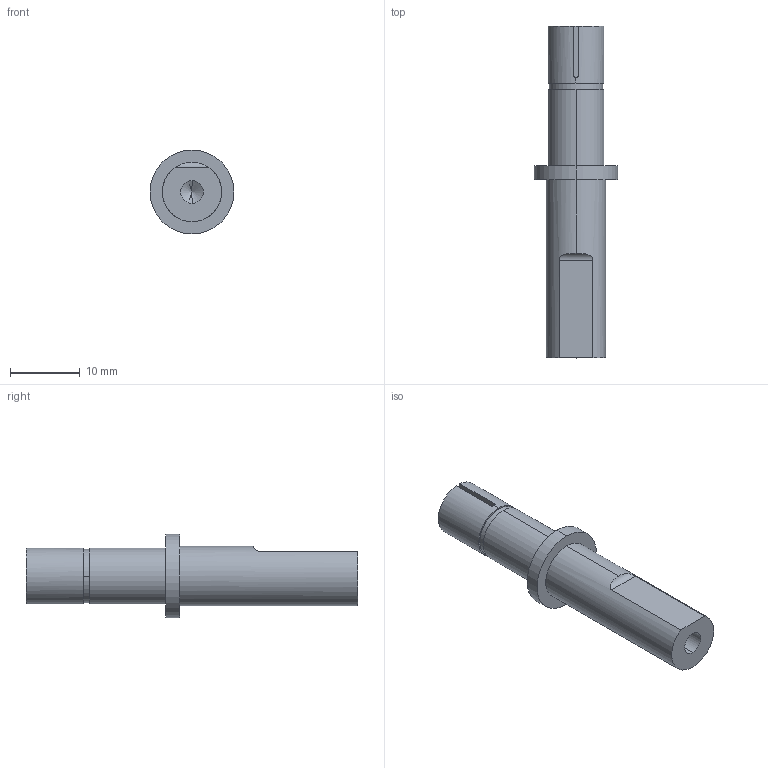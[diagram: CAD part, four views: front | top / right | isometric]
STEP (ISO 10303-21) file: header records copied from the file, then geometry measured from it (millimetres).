
FILE_DESCRIPTION (( 'STEP AP214' ), '1' );
FILE_NAME ('Axe_manette.STEP', '2023-08-09T11:16:13', ( '' ), ( '' ), 'SwSTEP 2.0', 'SolidWorks 2016', '' );
FILE_SCHEMA (( 'AUTOMOTIVE_DESIGN' ));
Length unit declared in the file: millimetre
Products named in the file (1): Axe_manette
Bounding box: 12 x 47.5 x 12 mm (x, y, z)
Volume: 2514.8 mm3; surface area: 1663.9 mm2
Topology: 1 solids, 1 shells, 26 faces, 58 edges, 37 vertices
Faces by surface type: cylinder 14, plane 10, cone 2
Entity records: 797 total; most frequent: CARTESIAN_POINT 152, DIRECTION 131, ORIENTED_EDGE 112, EDGE_CURVE 56, AXIS2_PLACEMENT_3D 52, VERTEX_POINT 37, EDGE_LOOP 31, VECTOR 27
